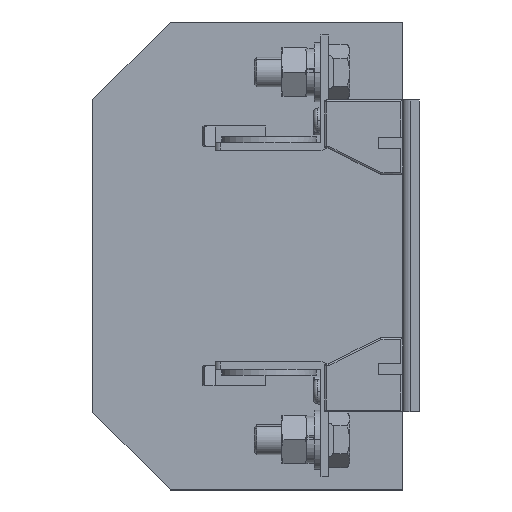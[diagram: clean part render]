
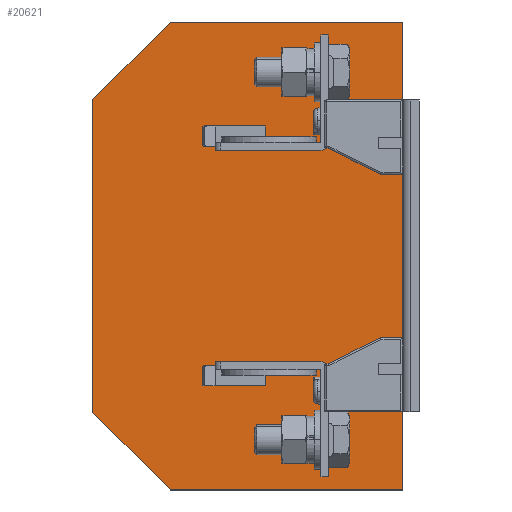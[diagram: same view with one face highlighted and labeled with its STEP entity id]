
A CAD part, left-side view. The second image highlights one B-rep face of the part: STEP entity #20621.
In plain terms, the highlighted planar face has unit normal (-1, 0, 0).
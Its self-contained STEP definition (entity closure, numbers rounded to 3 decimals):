
#20403=DIRECTION('',(0.,1.,0.));
#20404=VECTOR('',#20403,62.52);
#20405=CARTESIAN_POINT('',(-48.756,1.5,
62.98));
#20406=LINE('',#20405,#20404);
#20417=DIRECTION('',(0.,-0.707,0.707));
#20418=VECTOR('',#20417,29.67);
#20419=CARTESIAN_POINT('',(-48.756,85.,
42.));
#20420=LINE('',#20419,#20418);
#20424=DIRECTION('',(0.,0.,-1.));
#20425=VECTOR('',#20424,125.98);
#20426=CARTESIAN_POINT('',(-48.756,1.5,
62.98));
#20427=LINE('',#20426,#20425);
#20431=DIRECTION('',(0.,0.707,0.707));
#20432=VECTOR('',#20431,29.698);
#20433=CARTESIAN_POINT('',(-48.756,64.,
-63.));
#20434=LINE('',#20433,#20432);
#20480=DIRECTION('',(0.,0.,-1.));
#20481=VECTOR('',#20480,84.);
#20482=CARTESIAN_POINT('',(-48.756,85.,
42.));
#20483=LINE('',#20482,#20481);
#20508=DIRECTION('',(0.,-1.,0.));
#20509=VECTOR('',#20508,62.5);
#20510=CARTESIAN_POINT('',(-48.756,64.,
-63.));
#20511=LINE('',#20510,#20509);
#20543=CARTESIAN_POINT('',(-48.756,1.5,
62.98));
#20545=VERTEX_POINT('',#20543);
#20551=CARTESIAN_POINT('',(-48.756,1.5,
-63.));
#20552=VERTEX_POINT('',#20551);
#20553=CARTESIAN_POINT('',(-48.756,64.02,
62.98));
#20554=VERTEX_POINT('',#20553);
#20557=CARTESIAN_POINT('',(-48.756,85.,
42.));
#20558=VERTEX_POINT('',#20557);
#20559=CARTESIAN_POINT('',(-48.756,64.,
-63.));
#20560=VERTEX_POINT('',#20559);
#20561=CARTESIAN_POINT('',(-48.756,85.,
-42.));
#20562=VERTEX_POINT('',#20561);
#20604=CARTESIAN_POINT('',(-48.756,1.5,
-63.));
#20605=DIRECTION('',(-1.,0.,0.));
#20606=DIRECTION('',(0.,0.,1.));
#20607=AXIS2_PLACEMENT_3D('',#20604,#20605,#20606);
#20608=PLANE('',#20607);
#20610=ORIENTED_EDGE('',*,*,#20609,.T.);
#20611=ORIENTED_EDGE('',*,*,#20595,.F.);
#20612=ORIENTED_EDGE('',*,*,#20584,.T.);
#20614=ORIENTED_EDGE('',*,*,#20613,.F.);
#20616=ORIENTED_EDGE('',*,*,#20615,.T.);
#20618=ORIENTED_EDGE('',*,*,#20617,.F.);
#20619=EDGE_LOOP('',(#20610,#20611,#20612,#20614,#20616,#20618));
#20620=FACE_OUTER_BOUND('',#20619,.F.);
#20584=EDGE_CURVE('',#20545,#20552,#20427,.T.);
#20595=EDGE_CURVE('',#20545,#20554,#20406,.T.);
#20609=EDGE_CURVE('',#20558,#20554,#20420,.T.);
#20613=EDGE_CURVE('',#20560,#20552,#20511,.T.);
#20615=EDGE_CURVE('',#20560,#20562,#20434,.T.);
#20617=EDGE_CURVE('',#20558,#20562,#20483,.T.);
#20621=ADVANCED_FACE('',(#20620),#20608,.T.);
